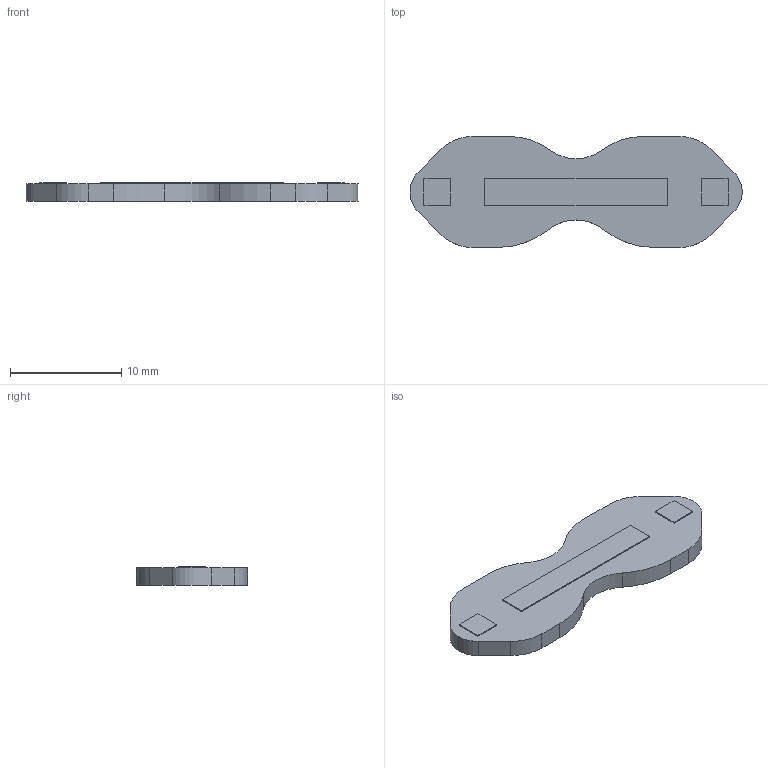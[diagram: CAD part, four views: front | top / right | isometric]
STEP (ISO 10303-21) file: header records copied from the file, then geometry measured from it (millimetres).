
FILE_DESCRIPTION(/* description */ (''),/* implementation_level */ '2;1');
FILE_NAME(/* name */ '4b936d3e-cdae-490f-a3e5-f4d5c1376726.stp',/* time_stamp */ '2020-06-12T14:16:04+00:00',/* author */ (''),/* organization */ (''),/* preprocessor_version */ 'ST-DEVELOPER v18.1',/* originating_system */ 'Autodesk Translation Framework v9.3.0.1241',/* authorisation */ '');
FILE_SCHEMA (('AUTOMOTIVE_DESIGN { 1 0 10303 214 3 1 1 }'));
Length unit declared in the file: millimetre
Products named in the file (5): 4b936d3e-cdae-490f-a3e5-f4d5c1376726; PCB Component; Board; REED; MEDIUM_PAPER_FASTENER_NO_MARKINGS_BATTERY_BOARD
Assembly tree (5 placements, depth 3):
  4b936d3e-cdae-490f-a3e5-f4d5c1376726
    PCB Component
      Board
      REED
      MEDIUM_PAPER_FASTENER_NO_MARKINGS_BATTERY_BOARD  x2
Bounding box: 29.91 x 10 x 1.67 mm (x, y, z)
Volume: 366.5 mm3; surface area: 705.2 mm2
Topology: 4 solids, 4 shells, 42 faces, 102 edges, 68 vertices
Faces by surface type: plane 28, cylinder 14
Full cylindrical faces by diameter (mm): 2.4 x2
Entity records: 1258 total; most frequent: DIRECTION 210, CARTESIAN_POINT 196, ORIENTED_EDGE 180, EDGE_CURVE 90, AXIS2_PLACEMENT_3D 74, LINE 62, VECTOR 62, VERTEX_POINT 60
